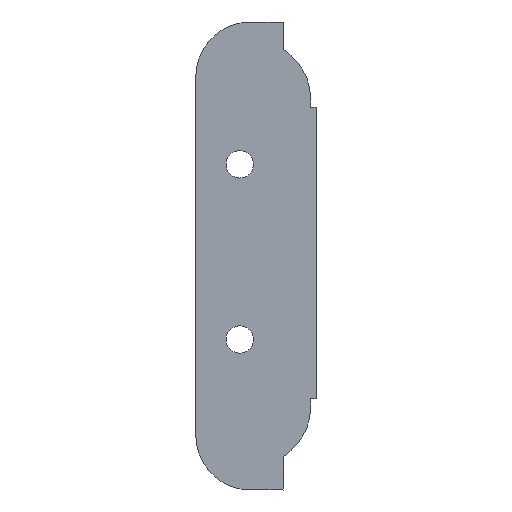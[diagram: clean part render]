
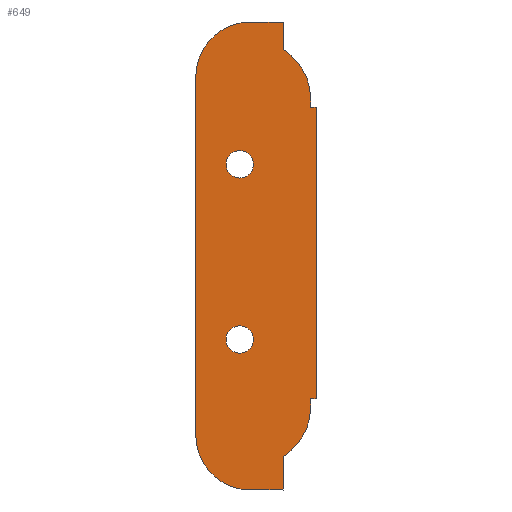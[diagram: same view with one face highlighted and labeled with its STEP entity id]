
A CAD part, left-side view. The second image highlights one B-rep face of the part: STEP entity #649.
In plain terms, the highlighted planar face has unit normal (-1, 0, 0).
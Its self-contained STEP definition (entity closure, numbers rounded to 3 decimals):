
#15=FACE_BOUND('',#86,.T.);
#16=FACE_BOUND('',#87,.T.);
#21=PLANE('',#689);
#51=FACE_OUTER_BOUND('',#85,.T.);
#85=EDGE_LOOP('',(#483,#484,#485,#486,#487,#488,#489,#490,#491,#492,#493,
#494));
#86=EDGE_LOOP('',(#495));
#87=EDGE_LOOP('',(#496));
#135=LINE('',#945,#217);
#141=LINE('',#958,#223);
#142=LINE('',#960,#224);
#143=LINE('',#964,#225);
#144=LINE('',#966,#226);
#145=LINE('',#968,#227);
#146=LINE('',#972,#228);
#147=LINE('',#973,#229);
#217=VECTOR('',#757,10.);
#223=VECTOR('',#769,10.);
#224=VECTOR('',#770,10.);
#225=VECTOR('',#773,10.);
#226=VECTOR('',#774,10.);
#227=VECTOR('',#775,10.);
#228=VECTOR('',#778,10.);
#229=VECTOR('',#779,10.);
#284=CIRCLE('',#683,5.);
#286=CIRCLE('',#688,5.);
#287=CIRCLE('',#690,5.5);
#288=CIRCLE('',#691,5.5);
#289=CIRCLE('',#692,1.25);
#290=CIRCLE('',#693,1.25);
#297=VERTEX_POINT('',#908);
#298=VERTEX_POINT('',#910);
#313=VERTEX_POINT('',#944);
#316=VERTEX_POINT('',#953);
#317=VERTEX_POINT('',#957);
#318=VERTEX_POINT('',#959);
#319=VERTEX_POINT('',#961);
#320=VERTEX_POINT('',#963);
#321=VERTEX_POINT('',#965);
#322=VERTEX_POINT('',#967);
#323=VERTEX_POINT('',#969);
#324=VERTEX_POINT('',#971);
#325=VERTEX_POINT('',#974);
#326=VERTEX_POINT('',#976);
#359=EDGE_CURVE('',#297,#298,#284,.T.);
#376=EDGE_CURVE('',#313,#298,#135,.T.);
#381=EDGE_CURVE('',#313,#316,#286,.T.);
#383=EDGE_CURVE('',#317,#297,#141,.T.);
#384=EDGE_CURVE('',#318,#317,#142,.T.);
#385=EDGE_CURVE('',#318,#319,#287,.T.);
#386=EDGE_CURVE('',#319,#320,#143,.T.);
#387=EDGE_CURVE('',#321,#320,#144,.T.);
#388=EDGE_CURVE('',#321,#322,#145,.T.);
#389=EDGE_CURVE('',#322,#323,#288,.T.);
#390=EDGE_CURVE('',#324,#323,#146,.T.);
#391=EDGE_CURVE('',#324,#316,#147,.T.);
#392=EDGE_CURVE('',#325,#325,#289,.T.);
#393=EDGE_CURVE('',#326,#326,#290,.T.);
#483=ORIENTED_EDGE('',*,*,#359,.F.);
#484=ORIENTED_EDGE('',*,*,#383,.F.);
#485=ORIENTED_EDGE('',*,*,#384,.F.);
#486=ORIENTED_EDGE('',*,*,#385,.T.);
#487=ORIENTED_EDGE('',*,*,#386,.T.);
#488=ORIENTED_EDGE('',*,*,#387,.F.);
#489=ORIENTED_EDGE('',*,*,#388,.T.);
#490=ORIENTED_EDGE('',*,*,#389,.T.);
#491=ORIENTED_EDGE('',*,*,#390,.F.);
#492=ORIENTED_EDGE('',*,*,#391,.T.);
#493=ORIENTED_EDGE('',*,*,#381,.F.);
#494=ORIENTED_EDGE('',*,*,#376,.T.);
#495=ORIENTED_EDGE('',*,*,#392,.T.);
#496=ORIENTED_EDGE('',*,*,#393,.T.);
#649=ADVANCED_FACE('',(#51,#15,#16),#21,.T.);
#683=AXIS2_PLACEMENT_3D('',#911,#734,#735);
#688=AXIS2_PLACEMENT_3D('',#954,#764,#765);
#689=AXIS2_PLACEMENT_3D('',#956,#767,#768);
#690=AXIS2_PLACEMENT_3D('',#962,#771,#772);
#691=AXIS2_PLACEMENT_3D('',#970,#776,#777);
#692=AXIS2_PLACEMENT_3D('',#975,#780,#781);
#693=AXIS2_PLACEMENT_3D('',#977,#782,#783);
#734=DIRECTION('center_axis',(1.,0.,0.));
#735=DIRECTION('ref_axis',(0.,0.707,-0.707));
#757=DIRECTION('',(0.,0.,-1.));
#764=DIRECTION('center_axis',(1.,0.,0.));
#765=DIRECTION('ref_axis',(0.,0.707,0.707));
#767=DIRECTION('center_axis',(-1.,0.,0.));
#768=DIRECTION('ref_axis',(0.,0.,-1.));
#769=DIRECTION('',(0.,1.,0.));
#770=DIRECTION('',(0.,0.,-1.));
#771=DIRECTION('center_axis',(-1.,0.,0.));
#772=DIRECTION('ref_axis',(0.,-0.545,-0.838));
#773=DIRECTION('',(0.,-1.,0.));
#774=DIRECTION('',(0.,0.,-1.));
#775=DIRECTION('',(0.,1.,0.));
#776=DIRECTION('center_axis',(-1.,0.,0.));
#777=DIRECTION('ref_axis',(0.,-0.994,-0.109));
#778=DIRECTION('',(0.,0.,-1.));
#779=DIRECTION('',(0.,1.,0.));
#780=DIRECTION('center_axis',(1.,0.,0.));
#781=DIRECTION('ref_axis',(0.,0.,-1.));
#782=DIRECTION('center_axis',(1.,0.,0.));
#783=DIRECTION('ref_axis',(0.,0.,-1.));
#908=CARTESIAN_POINT('',(-28.5,27.378,-141.405));
#910=CARTESIAN_POINT('',(-28.5,32.378,-136.405));
#911=CARTESIAN_POINT('Origin',(-28.5,27.378,-136.405));
#944=CARTESIAN_POINT('',(-28.5,32.378,-103.659));
#945=CARTESIAN_POINT('',(-28.5,32.378,-140.76));
#953=CARTESIAN_POINT('',(-28.5,27.378,-98.659));
#954=CARTESIAN_POINT('Origin',(-28.5,27.378,-103.659));
#956=CARTESIAN_POINT('Origin',(-28.5,29.378,-98.014));
#957=CARTESIAN_POINT('',(-28.5,24.378,-141.405));
#958=CARTESIAN_POINT('',(-28.5,24.378,-141.405));
#959=CARTESIAN_POINT('',(-28.5,24.378,-138.369));
#960=CARTESIAN_POINT('',(-28.5,24.378,-138.369));
#961=CARTESIAN_POINT('',(-28.5,21.923,-133.06));
#962=CARTESIAN_POINT('Origin',(-28.5,27.378,-133.759));
#963=CARTESIAN_POINT('',(-28.5,21.378,-133.06));
#964=CARTESIAN_POINT('',(-28.5,26.878,-133.06));
#965=CARTESIAN_POINT('',(-28.5,21.378,-106.46));
#966=CARTESIAN_POINT('',(-28.5,21.378,-108.701));
#967=CARTESIAN_POINT('',(-28.5,21.923,-106.46));
#968=CARTESIAN_POINT('',(-28.5,26.878,-106.46));
#969=CARTESIAN_POINT('',(-28.5,24.378,-101.15));
#970=CARTESIAN_POINT('Origin',(-28.5,27.378,-105.759));
#971=CARTESIAN_POINT('',(-28.5,24.378,-98.659));
#972=CARTESIAN_POINT('',(-28.5,24.378,-98.659));
#973=CARTESIAN_POINT('',(-28.5,24.378,-98.659));
#974=CARTESIAN_POINT('',(-28.5,28.361,-110.41));
#975=CARTESIAN_POINT('Origin',(-28.5,28.361,-111.66));
#976=CARTESIAN_POINT('',(-28.5,28.361,-126.41));
#977=CARTESIAN_POINT('Origin',(-28.5,28.361,-127.66));
